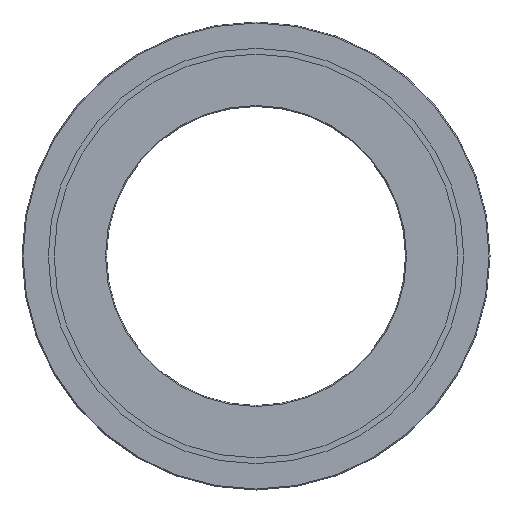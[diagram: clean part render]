
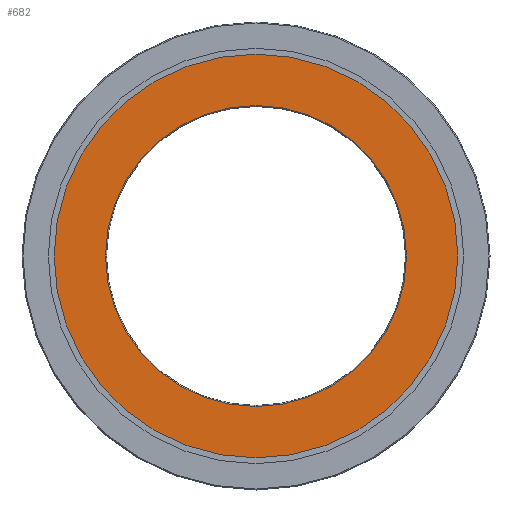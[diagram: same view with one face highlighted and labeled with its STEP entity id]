
A CAD part, front view. The second image highlights one B-rep face of the part: STEP entity #682.
In plain terms, the highlighted planar face has unit normal (0, -1, 0).
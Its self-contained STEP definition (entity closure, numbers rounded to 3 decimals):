
#102 = DIRECTION ( 'NONE',  ( 0., 1., 0. ) ) ;
#225 = DIRECTION ( 'NONE',  ( 0., -1., 0. ) ) ;
#232 = VERTEX_POINT ( 'NONE', #268 ) ;
#263 = DIRECTION ( 'NONE',  ( 0., 1., 0. ) ) ;
#266 = AXIS2_PLACEMENT_3D ( 'NONE', #1583, #225, #833 ) ;
#268 = CARTESIAN_POINT ( 'NONE',  ( 0., 0., 77.15 ) ) ;
#283 = ORIENTED_EDGE ( 'NONE', *, *, #1690, .T. ) ;
#285 = DIRECTION ( 'NONE',  ( 0., 0., 1. ) ) ;
#317 = CARTESIAN_POINT ( 'NONE',  ( 0., 0., 0. ) ) ;
#389 = FACE_BOUND ( 'NONE', #1502, .T. ) ;
#510 = DIRECTION ( 'NONE',  ( 0., -1., 0. ) ) ;
#570 = ORIENTED_EDGE ( 'NONE', *, *, #956, .T. ) ;
#617 = CIRCLE ( 'NONE', #266, 103.5 ) ;
#628 = VERTEX_POINT ( 'NONE', #1466 ) ;
#677 = AXIS2_PLACEMENT_3D ( 'NONE', #1179, #263, #285 ) ;
#682 = ADVANCED_FACE ( 'NONE', ( #389, #1277 ), #1019, .F. ) ;
#793 = VERTEX_POINT ( 'NONE', #1628 ) ;
#833 = DIRECTION ( 'NONE',  ( 0., 0., -1. ) ) ;
#851 = DIRECTION ( 'NONE',  ( 0., 0., 1. ) ) ;
#956 = EDGE_CURVE ( 'NONE', #793, #1644, #1189, .T. ) ;
#996 = EDGE_CURVE ( 'NONE', #628, #232, #1103, .T. ) ;
#1002 = CARTESIAN_POINT ( 'NONE',  ( -76.65, 0., 0. ) ) ;
#1019 = PLANE ( 'NONE',  #1514 ) ;
#1103 = CIRCLE ( 'NONE', #1292, 77.15 ) ;
#1179 = CARTESIAN_POINT ( 'NONE',  ( 0., 0., 0. ) ) ;
#1189 = CIRCLE ( 'NONE', #1886, 103.5 ) ;
#1224 = DIRECTION ( 'NONE',  ( 0., 0., -1. ) ) ;
#1276 = ORIENTED_EDGE ( 'NONE', *, *, #1643, .T. ) ;
#1277 = FACE_OUTER_BOUND ( 'NONE', #1704, .T. ) ;
#1292 = AXIS2_PLACEMENT_3D ( 'NONE', #1446, #102, #1751 ) ;
#1317 = ORIENTED_EDGE ( 'NONE', *, *, #996, .T. ) ;
#1412 = CIRCLE ( 'NONE', #677, 77.15 ) ;
#1446 = CARTESIAN_POINT ( 'NONE',  ( 0., 0., 0. ) ) ;
#1449 = CARTESIAN_POINT ( 'NONE',  ( 0., 0., -103.5 ) ) ;
#1466 = CARTESIAN_POINT ( 'NONE',  ( 0., 0., -77.15 ) ) ;
#1502 = EDGE_LOOP ( 'NONE', ( #1317, #283 ) ) ;
#1514 = AXIS2_PLACEMENT_3D ( 'NONE', #1002, #1595, #851 ) ;
#1583 = CARTESIAN_POINT ( 'NONE',  ( 0., 0., 0. ) ) ;
#1595 = DIRECTION ( 'NONE',  ( 0., 1., 0. ) ) ;
#1628 = CARTESIAN_POINT ( 'NONE',  ( 0., 0., 103.5 ) ) ;
#1643 = EDGE_CURVE ( 'NONE', #1644, #793, #617, .T. ) ;
#1644 = VERTEX_POINT ( 'NONE', #1449 ) ;
#1690 = EDGE_CURVE ( 'NONE', #232, #628, #1412, .T. ) ;
#1704 = EDGE_LOOP ( 'NONE', ( #1276, #570 ) ) ;
#1751 = DIRECTION ( 'NONE',  ( 0., 0., 1. ) ) ;
#1886 = AXIS2_PLACEMENT_3D ( 'NONE', #317, #510, #1224 ) ;
